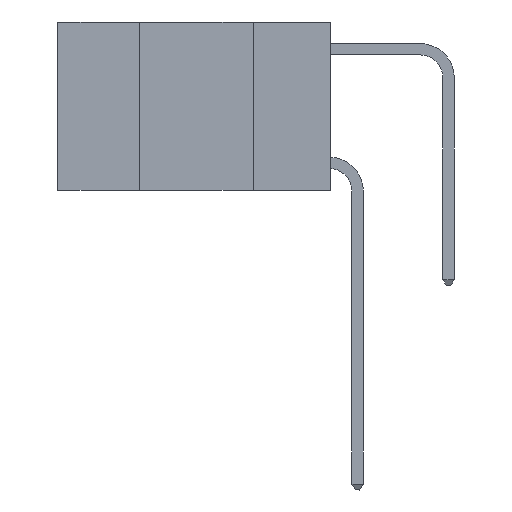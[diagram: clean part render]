
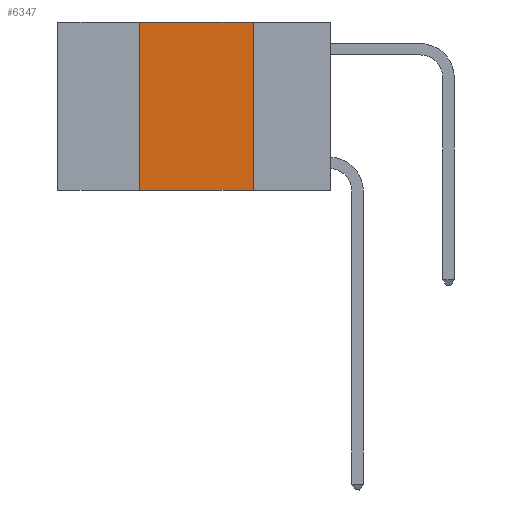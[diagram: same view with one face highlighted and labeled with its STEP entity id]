
A CAD part, left-side view. The second image highlights one B-rep face of the part: STEP entity #6347.
In plain terms, the highlighted planar face has unit normal (-1, 0, 0).
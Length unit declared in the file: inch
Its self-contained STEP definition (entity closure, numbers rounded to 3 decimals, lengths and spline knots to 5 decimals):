
#95 = PLANE ( 'NONE',  #10235 ) ;
#475 = LINE ( 'NONE', #1304, #10373 ) ;
#1018 = EDGE_CURVE ( 'NONE', #9490, #7802, #11788, .T. ) ;
#1034 = FACE_OUTER_BOUND ( 'NONE', #6324, .T. ) ;
#1199 = CARTESIAN_POINT ( 'NONE',  ( 0., 0.6, -0.37 ) ) ;
#1304 = CARTESIAN_POINT ( 'NONE',  ( 0., 0.17, 0. ) ) ;
#1337 = DIRECTION ( 'NONE',  ( 0., 0., -1. ) ) ;
#2017 = DIRECTION ( 'NONE',  ( 0., 0., -1. ) ) ;
#2055 = VECTOR ( 'NONE', #8831, 39.37008 ) ;
#2183 = VERTEX_POINT ( 'NONE', #11641 ) ;
#2634 = DIRECTION ( 'NONE',  ( 0., -1., 0. ) ) ;
#3018 = VERTEX_POINT ( 'NONE', #9205 ) ;
#3322 = LINE ( 'NONE', #7425, #8515 ) ;
#3528 = VECTOR ( 'NONE', #8057, 39.37008 ) ;
#3943 = CARTESIAN_POINT ( 'NONE',  ( 0., 0.42, 0. ) ) ;
#4404 = ORIENTED_EDGE ( 'NONE', *, *, #4699, .T. ) ;
#4699 = EDGE_CURVE ( 'NONE', #9490, #3018, #6328, .T. ) ;
#5536 = EDGE_CURVE ( 'NONE', #2183, #3018, #475, .T. ) ;
#6324 = EDGE_LOOP ( 'NONE', ( #6871, #11199, #7570, #4404 ) ) ;
#6328 = LINE ( 'NONE', #1199, #2055 ) ;
#6347 = ADVANCED_FACE ( 'NONE', ( #1034 ), #95, .F. ) ;
#6871 = ORIENTED_EDGE ( 'NONE', *, *, #5536, .F. ) ;
#7425 = CARTESIAN_POINT ( 'NONE',  ( 0., 0.6, 0. ) ) ;
#7570 = ORIENTED_EDGE ( 'NONE', *, *, #1018, .F. ) ;
#7698 = CARTESIAN_POINT ( 'NONE',  ( 0., 0.42, -0.37 ) ) ;
#7802 = VERTEX_POINT ( 'NONE', #3943 ) ;
#8057 = DIRECTION ( 'NONE',  ( 0., 0., 1. ) ) ;
#8515 = VECTOR ( 'NONE', #2634, 39.37008 ) ;
#8793 = DIRECTION ( 'NONE',  ( 1., 0., 0. ) ) ;
#8831 = DIRECTION ( 'NONE',  ( 0., -1., 0. ) ) ;
#9205 = CARTESIAN_POINT ( 'NONE',  ( 0., 0.17, -0.37 ) ) ;
#9490 = VERTEX_POINT ( 'NONE', #7698 ) ;
#10235 = AXIS2_PLACEMENT_3D ( 'NONE', #11646, #8793, #2017 ) ;
#10373 = VECTOR ( 'NONE', #1337, 39.37008 ) ;
#11199 = ORIENTED_EDGE ( 'NONE', *, *, #12392, .F. ) ;
#11641 = CARTESIAN_POINT ( 'NONE',  ( 0., 0.17, 0. ) ) ;
#11646 = CARTESIAN_POINT ( 'NONE',  ( 0., 0.6, 0. ) ) ;
#11788 = LINE ( 'NONE', #11936, #3528 ) ;
#11936 = CARTESIAN_POINT ( 'NONE',  ( 0., 0.42, 0. ) ) ;
#12392 = EDGE_CURVE ( 'NONE', #7802, #2183, #3322, .T. ) ;
